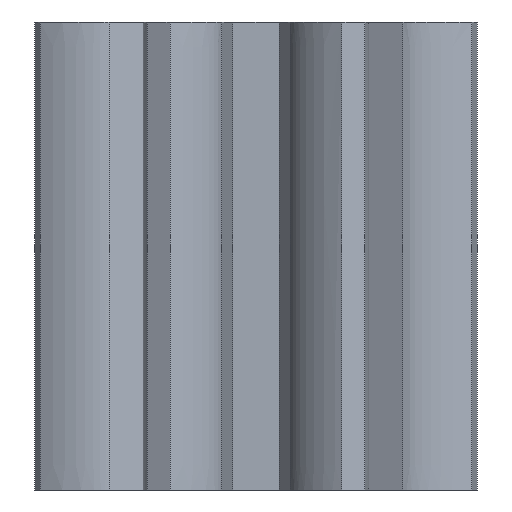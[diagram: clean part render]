
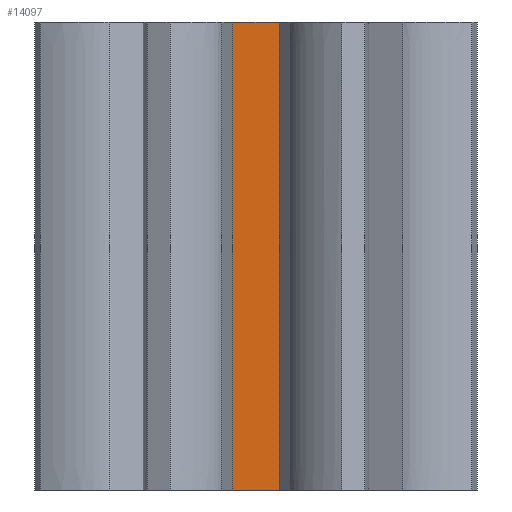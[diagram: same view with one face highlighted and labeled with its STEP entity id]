
A CAD part, left-side view. The second image highlights one B-rep face of the part: STEP entity #14097.
In plain terms, the highlighted face is a extrusion surface.
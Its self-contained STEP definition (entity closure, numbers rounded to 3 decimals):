
#93 = PLANE('',#94);
#94 = AXIS2_PLACEMENT_3D('',#95,#96,#97);
#95 = CARTESIAN_POINT('',(0.,0.,9.375));
#96 = DIRECTION('',(0.,0.,1.));
#97 = DIRECTION('',(1.,0.,0.));
#168 = PLANE('',#169);
#169 = AXIS2_PLACEMENT_3D('',#170,#171,#172);
#170 = CARTESIAN_POINT('',(0.,0.,0.));
#171 = DIRECTION('',(0.,0.,1.));
#172 = DIRECTION('',(1.,0.,0.));
#1335 = VERTEX_POINT('',#1336);
#1336 = CARTESIAN_POINT('',(-2.201,0.468,0.));
#1348 = SURFACE_OF_LINEAR_EXTRUSION('',#1349,#1352);
#1349 = B_SPLINE_CURVE_WITH_KNOTS('',1,(#1350,#1351),.UNSPECIFIED.,.F.,
  .F.,(2,2),(0.,1.039),.PIECEWISE_BEZIER_KNOTS.);
#1350 = CARTESIAN_POINT('',(-3.217,0.684,0.));
#1351 = CARTESIAN_POINT('',(-2.201,0.468,0.));
#1352 = VECTOR('',#1353,1.);
#1353 = DIRECTION('',(-0.,-0.,-1.));
#1361 = EDGE_CURVE('',#1335,#1362,#1364,.T.);
#1362 = VERTEX_POINT('',#1363);
#1363 = CARTESIAN_POINT('',(-2.201,-0.468,0.));
#1364 = SURFACE_CURVE('',#1365,(#1368,#1374),.PCURVE_S1.);
#1365 = B_SPLINE_CURVE_WITH_KNOTS('',1,(#1366,#1367),.UNSPECIFIED.,.F.,
  .F.,(2,2),(0.,0.936),.PIECEWISE_BEZIER_KNOTS.);
#1366 = CARTESIAN_POINT('',(-2.201,0.468,0.));
#1367 = CARTESIAN_POINT('',(-2.201,-0.468,0.));
#1368 = PCURVE('',#168,#1369);
#1369 = DEFINITIONAL_REPRESENTATION('',(#1370),#1373);
#1370 = B_SPLINE_CURVE_WITH_KNOTS('',1,(#1371,#1372),.UNSPECIFIED.,.F.,
  .F.,(2,2),(0.,0.936),.PIECEWISE_BEZIER_KNOTS.);
#1371 = CARTESIAN_POINT('',(-2.201,0.468));
#1372 = CARTESIAN_POINT('',(-2.201,-0.468));
#1373 = ( GEOMETRIC_REPRESENTATION_CONTEXT(2) 
PARAMETRIC_REPRESENTATION_CONTEXT() REPRESENTATION_CONTEXT('2D SPACE',''
  ) );
#1374 = PCURVE('',#1375,#1381);
#1375 = SURFACE_OF_LINEAR_EXTRUSION('',#1376,#1379);
#1376 = B_SPLINE_CURVE_WITH_KNOTS('',1,(#1377,#1378),.UNSPECIFIED.,.F.,
  .F.,(2,2),(0.,0.936),.PIECEWISE_BEZIER_KNOTS.);
#1377 = CARTESIAN_POINT('',(-2.201,0.468,0.));
#1378 = CARTESIAN_POINT('',(-2.201,-0.468,0.));
#1379 = VECTOR('',#1380,1.);
#1380 = DIRECTION('',(-0.,-0.,-1.));
#1381 = DEFINITIONAL_REPRESENTATION('',(#1382),#1386);
#1382 = LINE('',#1383,#1384);
#1383 = CARTESIAN_POINT('',(0.,0.));
#1384 = VECTOR('',#1385,1.);
#1385 = DIRECTION('',(1.,0.));
#1386 = ( GEOMETRIC_REPRESENTATION_CONTEXT(2) 
PARAMETRIC_REPRESENTATION_CONTEXT() REPRESENTATION_CONTEXT('2D SPACE',''
  ) );
#1402 = SURFACE_OF_LINEAR_EXTRUSION('',#1403,#1406);
#1403 = B_SPLINE_CURVE_WITH_KNOTS('',1,(#1404,#1405),.UNSPECIFIED.,.F.,
  .F.,(2,2),(0.,1.039),.PIECEWISE_BEZIER_KNOTS.);
#1404 = CARTESIAN_POINT('',(-2.201,-0.468,0.));
#1405 = CARTESIAN_POINT('',(-3.217,-0.684,0.));
#1406 = VECTOR('',#1407,1.);
#1407 = DIRECTION('',(-0.,-0.,-1.));
#2915 = VERTEX_POINT('',#2916);
#2916 = CARTESIAN_POINT('',(-2.201,0.468,9.375));
#2935 = EDGE_CURVE('',#2915,#2936,#2938,.T.);
#2936 = VERTEX_POINT('',#2937);
#2937 = CARTESIAN_POINT('',(-2.201,-0.468,9.375));
#2938 = SURFACE_CURVE('',#2939,(#2942,#2948),.PCURVE_S1.);
#2939 = B_SPLINE_CURVE_WITH_KNOTS('',1,(#2940,#2941),.UNSPECIFIED.,.F.,
  .F.,(2,2),(0.,0.936),.PIECEWISE_BEZIER_KNOTS.);
#2940 = CARTESIAN_POINT('',(-2.201,0.468,9.375));
#2941 = CARTESIAN_POINT('',(-2.201,-0.468,9.375));
#2942 = PCURVE('',#93,#2943);
#2943 = DEFINITIONAL_REPRESENTATION('',(#2944),#2947);
#2944 = B_SPLINE_CURVE_WITH_KNOTS('',1,(#2945,#2946),.UNSPECIFIED.,.F.,
  .F.,(2,2),(0.,0.936),.PIECEWISE_BEZIER_KNOTS.);
#2945 = CARTESIAN_POINT('',(-2.201,0.468));
#2946 = CARTESIAN_POINT('',(-2.201,-0.468));
#2947 = ( GEOMETRIC_REPRESENTATION_CONTEXT(2) 
PARAMETRIC_REPRESENTATION_CONTEXT() REPRESENTATION_CONTEXT('2D SPACE',''
  ) );
#2948 = PCURVE('',#1375,#2949);
#2949 = DEFINITIONAL_REPRESENTATION('',(#2950),#2954);
#2950 = LINE('',#2951,#2952);
#2951 = CARTESIAN_POINT('',(0.,-9.375));
#2952 = VECTOR('',#2953,1.);
#2953 = DIRECTION('',(1.,0.));
#2954 = ( GEOMETRIC_REPRESENTATION_CONTEXT(2) 
PARAMETRIC_REPRESENTATION_CONTEXT() REPRESENTATION_CONTEXT('2D SPACE',''
  ) );
#14047 = EDGE_CURVE('',#1362,#2936,#14048,.T.);
#14048 = SURFACE_CURVE('',#14049,(#14053,#14060),.PCURVE_S1.);
#14049 = LINE('',#14050,#14051);
#14050 = CARTESIAN_POINT('',(-2.201,-0.468,0.));
#14051 = VECTOR('',#14052,1.);
#14052 = DIRECTION('',(0.,0.,1.));
#14053 = PCURVE('',#1402,#14054);
#14054 = DEFINITIONAL_REPRESENTATION('',(#14055),#14059);
#14055 = LINE('',#14056,#14057);
#14056 = CARTESIAN_POINT('',(0.,0.));
#14057 = VECTOR('',#14058,1.);
#14058 = DIRECTION('',(0.,-1.));
#14059 = ( GEOMETRIC_REPRESENTATION_CONTEXT(2) 
PARAMETRIC_REPRESENTATION_CONTEXT() REPRESENTATION_CONTEXT('2D SPACE',''
  ) );
#14060 = PCURVE('',#1375,#14061);
#14061 = DEFINITIONAL_REPRESENTATION('',(#14062),#14066);
#14062 = LINE('',#14063,#14064);
#14063 = CARTESIAN_POINT('',(0.936,0.));
#14064 = VECTOR('',#14065,1.);
#14065 = DIRECTION('',(0.,-1.));
#14066 = ( GEOMETRIC_REPRESENTATION_CONTEXT(2) 
PARAMETRIC_REPRESENTATION_CONTEXT() REPRESENTATION_CONTEXT('2D SPACE',''
  ) );
#14076 = EDGE_CURVE('',#1335,#2915,#14077,.T.);
#14077 = SURFACE_CURVE('',#14078,(#14082,#14089),.PCURVE_S1.);
#14078 = LINE('',#14079,#14080);
#14079 = CARTESIAN_POINT('',(-2.201,0.468,0.));
#14080 = VECTOR('',#14081,1.);
#14081 = DIRECTION('',(0.,0.,1.));
#14082 = PCURVE('',#1348,#14083);
#14083 = DEFINITIONAL_REPRESENTATION('',(#14084),#14088);
#14084 = LINE('',#14085,#14086);
#14085 = CARTESIAN_POINT('',(1.039,0.));
#14086 = VECTOR('',#14087,1.);
#14087 = DIRECTION('',(0.,-1.));
#14088 = ( GEOMETRIC_REPRESENTATION_CONTEXT(2) 
PARAMETRIC_REPRESENTATION_CONTEXT() REPRESENTATION_CONTEXT('2D SPACE',''
  ) );
#14089 = PCURVE('',#1375,#14090);
#14090 = DEFINITIONAL_REPRESENTATION('',(#14091),#14095);
#14091 = LINE('',#14092,#14093);
#14092 = CARTESIAN_POINT('',(0.,0.));
#14093 = VECTOR('',#14094,1.);
#14094 = DIRECTION('',(0.,-1.));
#14095 = ( GEOMETRIC_REPRESENTATION_CONTEXT(2) 
PARAMETRIC_REPRESENTATION_CONTEXT() REPRESENTATION_CONTEXT('2D SPACE',''
  ) );
#14097 = ADVANCED_FACE('',(#14098),#1375,.F.);
#14098 = FACE_BOUND('',#14099,.F.);
#14099 = EDGE_LOOP('',(#14100,#14101,#14102,#14103));
#14100 = ORIENTED_EDGE('',*,*,#14076,.T.);
#14101 = ORIENTED_EDGE('',*,*,#2935,.T.);
#14102 = ORIENTED_EDGE('',*,*,#14047,.F.);
#14103 = ORIENTED_EDGE('',*,*,#1361,.F.);
